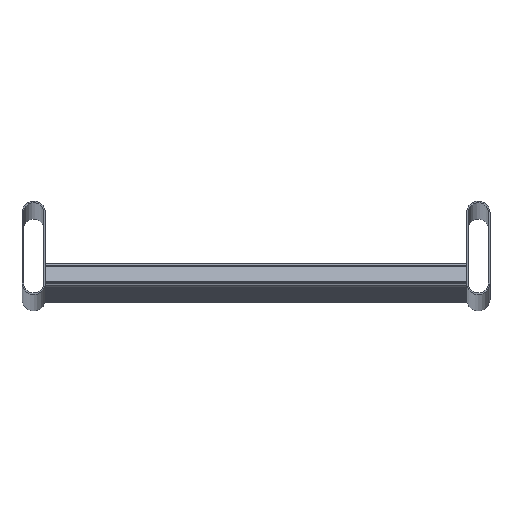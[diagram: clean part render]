
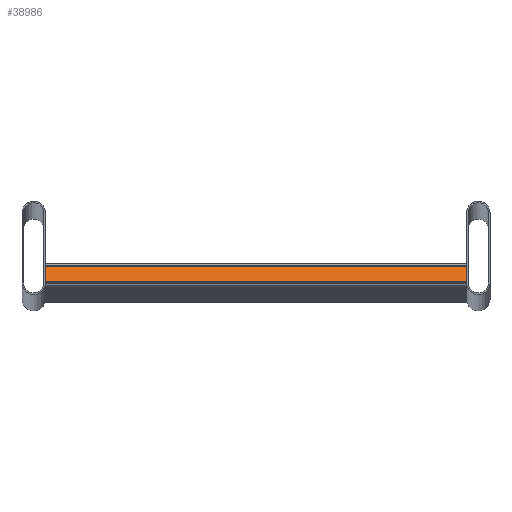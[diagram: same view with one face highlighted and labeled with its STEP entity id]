
A CAD part, top view. The second image highlights one B-rep face of the part: STEP entity #38986.
In plain terms, the highlighted planar face has unit normal (0, 0.314, 0.949).
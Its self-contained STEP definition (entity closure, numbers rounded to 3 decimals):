
#1547 = DIRECTION ( 'NONE',  ( 0., 0.949, -0.314 ) ) ;
#2254 = CARTESIAN_POINT ( 'NONE',  ( 135., -21.715, 2889.374 ) ) ;
#6266 = VECTOR ( 'NONE', #16343, 1000. ) ;
#7105 = ORIENTED_EDGE ( 'NONE', *, *, #19169, .T. ) ;
#8579 = VECTOR ( 'NONE', #22590, 1000. ) ;
#10437 = ORIENTED_EDGE ( 'NONE', *, *, #63260, .F. ) ;
#11426 = EDGE_CURVE ( 'NONE', #15007, #47451, #69966, .T. ) ;
#11984 = LINE ( 'NONE', #33346, #8579 ) ;
#12548 = VECTOR ( 'NONE', #68025, 1000. ) ;
#14144 = FACE_OUTER_BOUND ( 'NONE', #23294, .T. ) ;
#15007 = VERTEX_POINT ( 'NONE', #15673 ) ;
#15673 = CARTESIAN_POINT ( 'NONE',  ( -135., -21.715, 2889.374 ) ) ;
#16343 = DIRECTION ( 'NONE',  ( -1., 0., 0. ) ) ;
#17302 = CARTESIAN_POINT ( 'NONE',  ( 135., -11.715, 2886.067 ) ) ;
#19169 = EDGE_CURVE ( 'NONE', #43966, #55681, #11984, .T. ) ;
#20745 = LINE ( 'NONE', #37844, #6266 ) ;
#22590 = DIRECTION ( 'NONE',  ( 0., 0.949, -0.314 ) ) ;
#23294 = EDGE_LOOP ( 'NONE', ( #29155, #10437, #7105, #54007 ) ) ;
#26770 = CARTESIAN_POINT ( 'NONE',  ( 135., -11.715, 2886.067 ) ) ;
#29155 = ORIENTED_EDGE ( 'NONE', *, *, #11426, .F. ) ;
#32291 = DIRECTION ( 'NONE',  ( 0., 0.314, 0.949 ) ) ;
#33346 = CARTESIAN_POINT ( 'NONE',  ( 135., -11.715, 2886.067 ) ) ;
#37844 = CARTESIAN_POINT ( 'NONE',  ( 135., -11.715, 2886.067 ) ) ;
#38986 = ADVANCED_FACE ( 'NONE', ( #14144 ), #59565, .T. ) ;
#40214 = CARTESIAN_POINT ( 'NONE',  ( 135., -21.715, 2889.374 ) ) ;
#43161 = CARTESIAN_POINT ( 'NONE',  ( -135., -11.715, 2886.067 ) ) ;
#43966 = VERTEX_POINT ( 'NONE', #40214 ) ;
#47451 = VERTEX_POINT ( 'NONE', #43161 ) ;
#51254 = AXIS2_PLACEMENT_3D ( 'NONE', #26770, #32291, #70685 ) ;
#51800 = EDGE_CURVE ( 'NONE', #55681, #47451, #20745, .T. ) ;
#54007 = ORIENTED_EDGE ( 'NONE', *, *, #51800, .T. ) ;
#55681 = VERTEX_POINT ( 'NONE', #17302 ) ;
#56228 = CARTESIAN_POINT ( 'NONE',  ( -135., -11.715, 2886.067 ) ) ;
#59565 = PLANE ( 'NONE',  #51254 ) ;
#63260 = EDGE_CURVE ( 'NONE', #43966, #15007, #70845, .T. ) ;
#68025 = DIRECTION ( 'NONE',  ( -1., 0., 0. ) ) ;
#68231 = VECTOR ( 'NONE', #1547, 1000. ) ;
#69966 = LINE ( 'NONE', #56228, #68231 ) ;
#70685 = DIRECTION ( 'NONE',  ( 0., -0.949, 0.314 ) ) ;
#70845 = LINE ( 'NONE', #2254, #12548 ) ;
